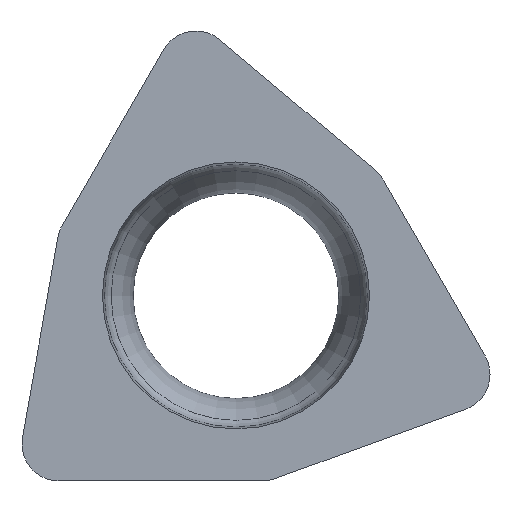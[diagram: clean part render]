
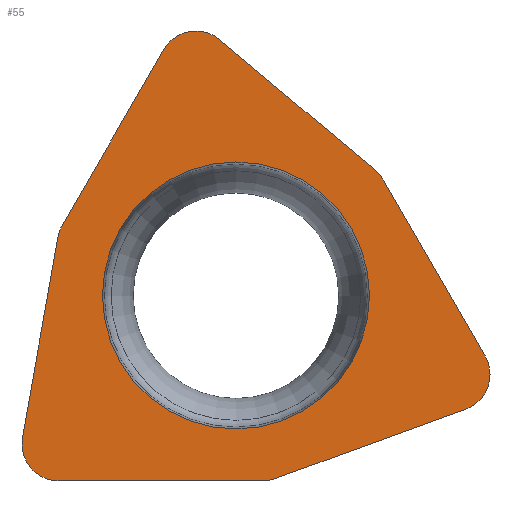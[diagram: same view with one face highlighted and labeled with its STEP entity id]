
A CAD part, top view. The second image highlights one B-rep face of the part: STEP entity #55.
In plain terms, the highlighted planar face has unit normal (0, 0, 1).
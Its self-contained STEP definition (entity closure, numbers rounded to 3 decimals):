
#55=ADVANCED_FACE('',(#81,#82),#73,.F.);
#73=PLANE('',#371);
#81=FACE_BOUND('',#93,.T.);
#82=FACE_BOUND('',#94,.T.);
#93=EDGE_LOOP('',(#134,#135,#136,#137,#138,#139,#140,#141,#142,#143,#144,#145));
#94=EDGE_LOOP('',(#146));
#117=CIRCLE('',#364,0.397);
#118=CIRCLE('',#365,0.397);
#119=CIRCLE('',#366,0.397);
#120=CIRCLE('',#367,0.397);
#121=CIRCLE('',#368,0.397);
#122=CIRCLE('',#369,0.397);
#123=CIRCLE('',#370,1.428);
#134=ORIENTED_EDGE('',*,*,#245,.T.);
#135=ORIENTED_EDGE('',*,*,#246,.T.);
#136=ORIENTED_EDGE('',*,*,#247,.T.);
#137=ORIENTED_EDGE('',*,*,#248,.T.);
#138=ORIENTED_EDGE('',*,*,#249,.T.);
#139=ORIENTED_EDGE('',*,*,#250,.T.);
#140=ORIENTED_EDGE('',*,*,#251,.T.);
#141=ORIENTED_EDGE('',*,*,#252,.T.);
#142=ORIENTED_EDGE('',*,*,#253,.T.);
#143=ORIENTED_EDGE('',*,*,#254,.T.);
#144=ORIENTED_EDGE('',*,*,#255,.T.);
#145=ORIENTED_EDGE('',*,*,#256,.T.);
#146=ORIENTED_EDGE('',*,*,#257,.F.);
#216=VERTEX_POINT('',#576);
#217=VERTEX_POINT('',#577);
#218=VERTEX_POINT('',#579);
#219=VERTEX_POINT('',#581);
#220=VERTEX_POINT('',#583);
#221=VERTEX_POINT('',#585);
#222=VERTEX_POINT('',#587);
#223=VERTEX_POINT('',#589);
#224=VERTEX_POINT('',#591);
#225=VERTEX_POINT('',#593);
#226=VERTEX_POINT('',#595);
#227=VERTEX_POINT('',#597);
#228=VERTEX_POINT('',#600);
#245=EDGE_CURVE('',#216,#217,#286,.T.);
#246=EDGE_CURVE('',#217,#218,#117,.T.);
#247=EDGE_CURVE('',#218,#219,#287,.T.);
#248=EDGE_CURVE('',#219,#220,#118,.T.);
#249=EDGE_CURVE('',#220,#221,#288,.T.);
#250=EDGE_CURVE('',#221,#222,#119,.T.);
#251=EDGE_CURVE('',#222,#223,#289,.T.);
#252=EDGE_CURVE('',#223,#224,#120,.T.);
#253=EDGE_CURVE('',#224,#225,#290,.T.);
#254=EDGE_CURVE('',#225,#226,#121,.T.);
#255=EDGE_CURVE('',#226,#227,#291,.T.);
#256=EDGE_CURVE('',#227,#216,#122,.T.);
#257=EDGE_CURVE('',#228,#228,#123,.T.);
#286=LINE('',#575,#310);
#287=LINE('',#580,#311);
#288=LINE('',#584,#312);
#289=LINE('',#588,#313);
#290=LINE('',#592,#314);
#291=LINE('',#596,#315);
#310=VECTOR('',#405,1.0);
#311=VECTOR('',#408,1.0);
#312=VECTOR('',#411,1.0);
#313=VECTOR('',#414,1.0);
#314=VECTOR('',#417,1.0);
#315=VECTOR('',#420,1.0);
#364=AXIS2_PLACEMENT_3D('',#578,#406,#407);
#365=AXIS2_PLACEMENT_3D('',#582,#409,#410);
#366=AXIS2_PLACEMENT_3D('',#586,#412,#413);
#367=AXIS2_PLACEMENT_3D('',#590,#415,#416);
#368=AXIS2_PLACEMENT_3D('',#594,#418,#419);
#369=AXIS2_PLACEMENT_3D('',#598,#421,#422);
#370=AXIS2_PLACEMENT_3D('',#599,#423,#424);
#371=AXIS2_PLACEMENT_3D('',#601,#425,#426);
#405=DIRECTION('',(0.94,0.342,0.));
#406=DIRECTION('',(0.,0.,1.0));
#407=DIRECTION('',(0.766,0.643,0.));
#408=DIRECTION('',(-0.5,0.866,0.));
#409=DIRECTION('',(0.,0.,1.0));
#410=DIRECTION('',(0.766,0.643,0.));
#411=DIRECTION('',(-0.766,0.643,0.));
#412=DIRECTION('',(0.,0.,1.0));
#413=DIRECTION('',(0.766,0.643,0.));
#414=DIRECTION('',(-0.5,-0.866,0.));
#415=DIRECTION('',(0.,0.,1.0));
#416=DIRECTION('',(0.766,0.643,0.));
#417=DIRECTION('',(-0.174,-0.985,0.));
#418=DIRECTION('',(0.,0.,1.0));
#419=DIRECTION('',(0.766,0.643,0.));
#420=DIRECTION('',(1.0,0.,0.));
#421=DIRECTION('',(0.,0.,1.0));
#422=DIRECTION('',(0.766,0.643,0.));
#423=DIRECTION('',(0.0,0.0,1.0));
#424=DIRECTION('',(-0.766,-0.643,0.0));
#425=DIRECTION('',(0.,0.,-1.0));
#426=DIRECTION('',(0.766,0.643,0.));
#575=CARTESIAN_POINT('',(2.665,-0.018,0.));
#576=CARTESIAN_POINT('',(2.781,0.024,0.));
#577=CARTESIAN_POINT('',(4.821,0.767,0.));
#578=CARTESIAN_POINT('',(4.686,1.14,0.));
#579=CARTESIAN_POINT('',(5.029,1.338,0.));
#580=CARTESIAN_POINT('',(4.121,2.912,0.));
#581=CARTESIAN_POINT('',(3.943,3.219,0.));
#582=CARTESIAN_POINT('',(3.6,3.021,0.));
#583=CARTESIAN_POINT('',(3.855,3.325,0.));
#584=CARTESIAN_POINT('',(3.583,3.552,0.));
#585=CARTESIAN_POINT('',(2.191,4.721,0.));
#586=CARTESIAN_POINT('',(1.936,4.417,0.));
#587=CARTESIAN_POINT('',(1.592,4.615,0.));
#588=CARTESIAN_POINT('',(0.445,2.628,0.));
#589=CARTESIAN_POINT('',(0.506,2.734,0.));
#590=CARTESIAN_POINT('',(0.85,2.536,0.));
#591=CARTESIAN_POINT('',(0.459,2.605,0.));
#592=CARTESIAN_POINT('',(0.354,2.005,0.));
#593=CARTESIAN_POINT('',(0.082,0.466,0.));
#594=CARTESIAN_POINT('',(0.473,0.397,0.));
#595=CARTESIAN_POINT('',(0.473,0.,0.));
#596=CARTESIAN_POINT('',(2.036,0.,0.));
#597=CARTESIAN_POINT('',(2.645,0.,0.));
#598=CARTESIAN_POINT('',(2.645,0.397,0.));
#599=CARTESIAN_POINT('',(2.365,1.984,0.));
#600=CARTESIAN_POINT('',(1.271,1.066,0.));
#601=CARTESIAN_POINT('',(2.365,1.984,0.));
